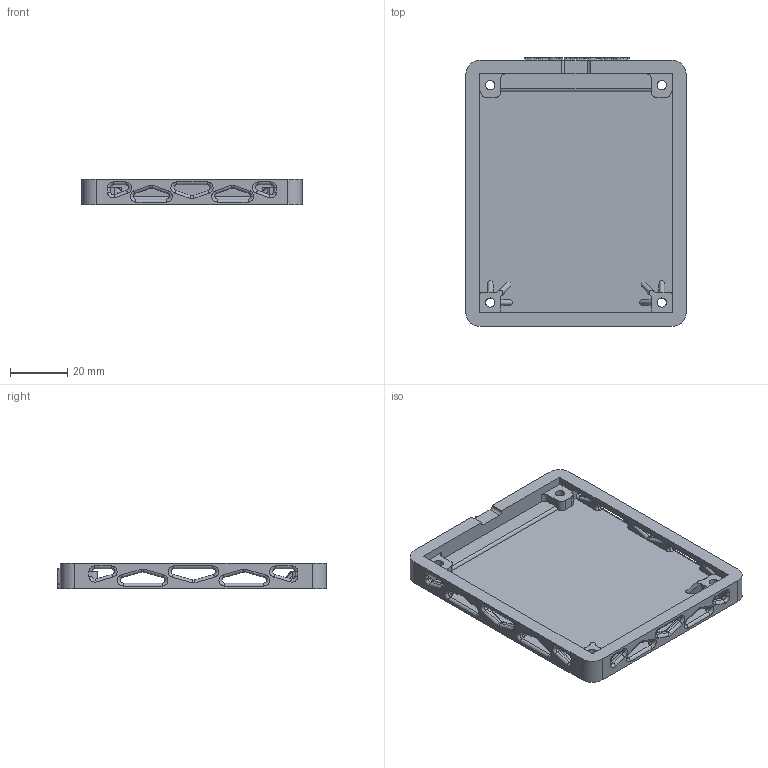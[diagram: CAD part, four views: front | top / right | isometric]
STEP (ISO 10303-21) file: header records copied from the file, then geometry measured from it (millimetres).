
FILE_DESCRIPTION(/* description */ ('STEP AP242','CAx-IF Rec.Pracs.---Representation and Presentation of Product Manufacturing Information (PMI)---4.0---2014-10-13','CAx-IF Rec.Pracs.---3D Tessellated Geometry---0.4---2014-09-14','2;1'),/* implementation_level */ '2;1');
FILE_NAME(/* name */ 'SplashPad Case - Case Bottom',/* time_stamp */ '2025-02-14T16:52:53Z',/* author */ (''),/* organization */ (''),/* preprocessor_version */ 'ST-DEVELOPER v20',/* originating_system */ 'ONSHAPE BY PTC INC, 1.193',/* authorisation */ ' ');
FILE_SCHEMA (('AP242_MANAGED_MODEL_BASED_3D_ENGINEERING_MIM_LF { 1 0 10303 442 1 1 4 }'));
Length unit declared in the file: metre
Products named in the file (1): Case Bottom
Bounding box: 77 x 94 x 9 mm (x, y, z)
Volume: 22229.3 mm3; surface area: 20692.2 mm2
Topology: 1 solids, 1 shells, 582 faces, 1584 edges, 1007 vertices
Faces by surface type: cylinder 254, plane 125, bspline 119, torus 84
Full cylindrical faces by diameter (mm): 3.2 x3, 6.5 x4
Entity records: 18931 total; most frequent: CARTESIAN_POINT 4588, ORIENTED_EDGE 3146, DIRECTION 2829, EDGE_CURVE 1573, AXIS2_PLACEMENT_3D 1060, VERTEX_POINT 1003, LINE 709, VECTOR 709
